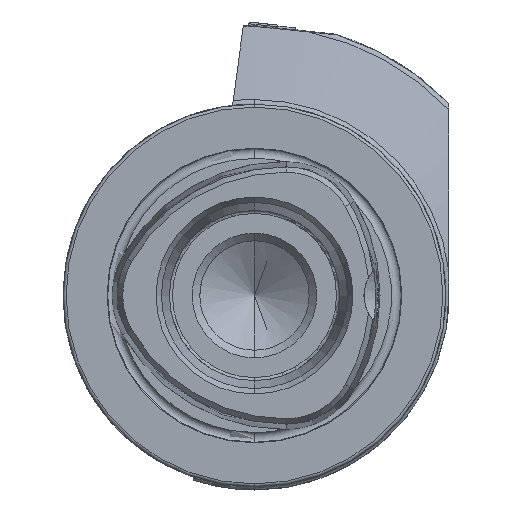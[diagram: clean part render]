
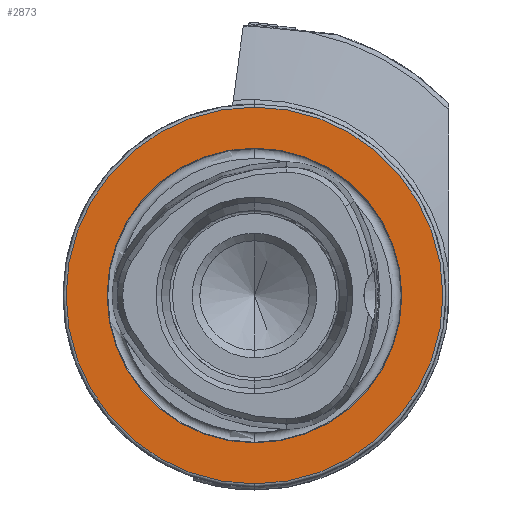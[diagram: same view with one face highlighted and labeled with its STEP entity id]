
A CAD part, left-side view. The second image highlights one B-rep face of the part: STEP entity #2873.
In plain terms, the highlighted planar face has unit normal (-1, 0, 0).
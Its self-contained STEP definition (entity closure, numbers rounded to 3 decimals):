
#162 = EDGE_LOOP ( 'NONE', ( #6984, #548 ) ) ;
#209 = DIRECTION ( 'NONE',  ( 0., 0., 1. ) ) ;
#548 = ORIENTED_EDGE ( 'NONE', *, *, #807, .F. ) ;
#807 = EDGE_CURVE ( 'NONE', #4994, #8737, #11282, .T. ) ;
#1028 = AXIS2_PLACEMENT_3D ( 'NONE', #4613, #5482, #2947 ) ;
#1391 = EDGE_LOOP ( 'NONE', ( #8833, #11079 ) ) ;
#2216 = CIRCLE ( 'NONE', #5501, 24.25 ) ;
#2296 = AXIS2_PLACEMENT_3D ( 'NONE', #8934, #3554, #9862 ) ;
#2873 = ADVANCED_FACE ( 'NONE', ( #11585, #11037 ), #4478, .F. ) ;
#2947 = DIRECTION ( 'NONE',  ( 0., 0., 1. ) ) ;
#3230 = CARTESIAN_POINT ( 'NONE',  ( 0., 0., -24.25 ) ) ;
#3554 = DIRECTION ( 'NONE',  ( -1., 0., 0. ) ) ;
#3754 = EDGE_CURVE ( 'NONE', #8737, #4994, #2216, .T. ) ;
#3865 = VERTEX_POINT ( 'NONE', #4241 ) ;
#4041 = CIRCLE ( 'NONE', #2296, 31. ) ;
#4086 = DIRECTION ( 'NONE',  ( -1., 0., 0. ) ) ;
#4241 = CARTESIAN_POINT ( 'NONE',  ( 0., 0., -31. ) ) ;
#4478 = PLANE ( 'NONE',  #4991 ) ;
#4613 = CARTESIAN_POINT ( 'NONE',  ( 0., 0., 0. ) ) ;
#4786 = CARTESIAN_POINT ( 'NONE',  ( 0., 0., 24.25 ) ) ;
#4991 = AXIS2_PLACEMENT_3D ( 'NONE', #10245, #8224, #11515 ) ;
#4994 = VERTEX_POINT ( 'NONE', #3230 ) ;
#5236 = DIRECTION ( 'NONE',  ( -1., 0., 0. ) ) ;
#5482 = DIRECTION ( 'NONE',  ( -1., 0., 0. ) ) ;
#5501 = AXIS2_PLACEMENT_3D ( 'NONE', #9182, #5236, #209 ) ;
#5619 = EDGE_CURVE ( 'NONE', #6983, #3865, #10130, .T. ) ;
#6774 = CARTESIAN_POINT ( 'NONE',  ( 0., 0., 31. ) ) ;
#6983 = VERTEX_POINT ( 'NONE', #6774 ) ;
#6984 = ORIENTED_EDGE ( 'NONE', *, *, #3754, .F. ) ;
#8224 = DIRECTION ( 'NONE',  ( 1., 0., 0. ) ) ;
#8638 = AXIS2_PLACEMENT_3D ( 'NONE', #9490, #4086, #10426 ) ;
#8737 = VERTEX_POINT ( 'NONE', #4786 ) ;
#8833 = ORIENTED_EDGE ( 'NONE', *, *, #5619, .T. ) ;
#8934 = CARTESIAN_POINT ( 'NONE',  ( 0., 0., 0. ) ) ;
#9182 = CARTESIAN_POINT ( 'NONE',  ( 0., 0., 0. ) ) ;
#9490 = CARTESIAN_POINT ( 'NONE',  ( 0., 0., 0. ) ) ;
#9862 = DIRECTION ( 'NONE',  ( 0., 0., 1. ) ) ;
#10130 = CIRCLE ( 'NONE', #8638, 31. ) ;
#10245 = CARTESIAN_POINT ( 'NONE',  ( 0., 24.25, 0. ) ) ;
#10426 = DIRECTION ( 'NONE',  ( 0., 0., 1. ) ) ;
#11037 = FACE_OUTER_BOUND ( 'NONE', #1391, .T. ) ;
#11079 = ORIENTED_EDGE ( 'NONE', *, *, #11722, .T. ) ;
#11282 = CIRCLE ( 'NONE', #1028, 24.25 ) ;
#11515 = DIRECTION ( 'NONE',  ( 0., 0., -1. ) ) ;
#11585 = FACE_BOUND ( 'NONE', #162, .T. ) ;
#11722 = EDGE_CURVE ( 'NONE', #3865, #6983, #4041, .T. ) ;
